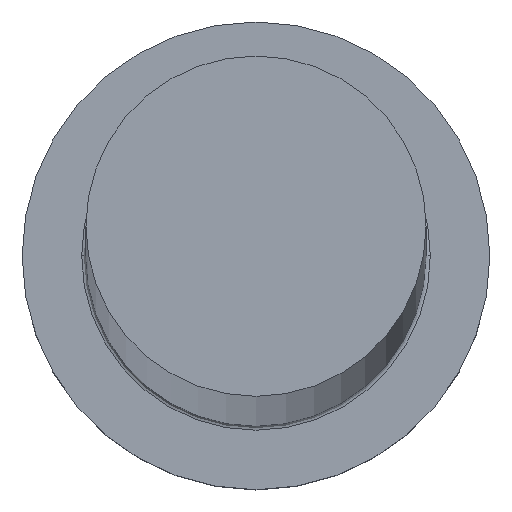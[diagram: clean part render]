
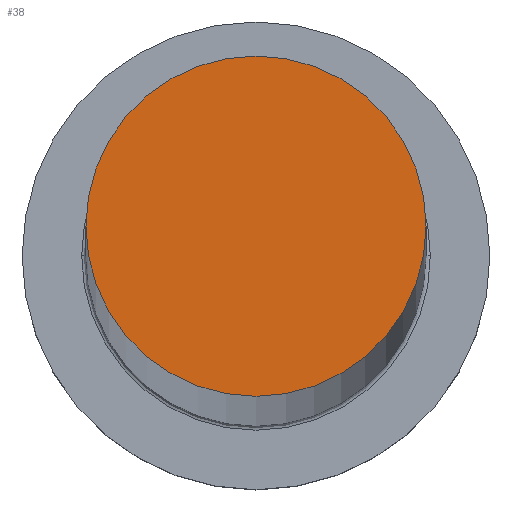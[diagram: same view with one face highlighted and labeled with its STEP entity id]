
A CAD part, top view. The second image highlights one B-rep face of the part: STEP entity #38.
In plain terms, the highlighted planar face has unit normal (0, 0, 1).
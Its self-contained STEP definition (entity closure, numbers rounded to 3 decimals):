
#14 = VERTEX_POINT ( 'NONE', #150 ) ;
#38 = ADVANCED_FACE ( 'NONE', ( #56 ), #282, .T. ) ;
#39 = DIRECTION ( 'NONE',  ( 0., 0., 1. ) ) ;
#56 = FACE_OUTER_BOUND ( 'NONE', #110, .T. ) ;
#61 = CARTESIAN_POINT ( 'NONE',  ( 8., 0., 807. ) ) ;
#71 = ORIENTED_EDGE ( 'NONE', *, *, #142, .T. ) ;
#90 = CARTESIAN_POINT ( 'NONE',  ( 0., 0., 807. ) ) ;
#91 = CIRCLE ( 'NONE', #203, 8. ) ;
#103 = CARTESIAN_POINT ( 'NONE',  ( 0., 0., 807. ) ) ;
#110 = EDGE_LOOP ( 'NONE', ( #71, #253 ) ) ;
#138 = DIRECTION ( 'NONE',  ( 1., 0., 0. ) ) ;
#142 = EDGE_CURVE ( 'NONE', #14, #166, #91, .T. ) ;
#150 = CARTESIAN_POINT ( 'NONE',  ( -8., 0., 807. ) ) ;
#166 = VERTEX_POINT ( 'NONE', #61 ) ;
#172 = AXIS2_PLACEMENT_3D ( 'NONE', #90, #39, #138 ) ;
#198 = DIRECTION ( 'NONE',  ( 1., 0., 0. ) ) ;
#202 = DIRECTION ( 'NONE',  ( 0., 0., 1. ) ) ;
#203 = AXIS2_PLACEMENT_3D ( 'NONE', #249, #202, #198 ) ;
#209 = AXIS2_PLACEMENT_3D ( 'NONE', #103, #287, #289 ) ;
#249 = CARTESIAN_POINT ( 'NONE',  ( 0., 0., 807. ) ) ;
#251 = EDGE_CURVE ( 'NONE', #166, #14, #288, .T. ) ;
#253 = ORIENTED_EDGE ( 'NONE', *, *, #251, .T. ) ;
#282 = PLANE ( 'NONE',  #209 ) ;
#287 = DIRECTION ( 'NONE',  ( 0., 0., 1. ) ) ;
#288 = CIRCLE ( 'NONE', #172, 8. ) ;
#289 = DIRECTION ( 'NONE',  ( 1., 0., 0. ) ) ;
